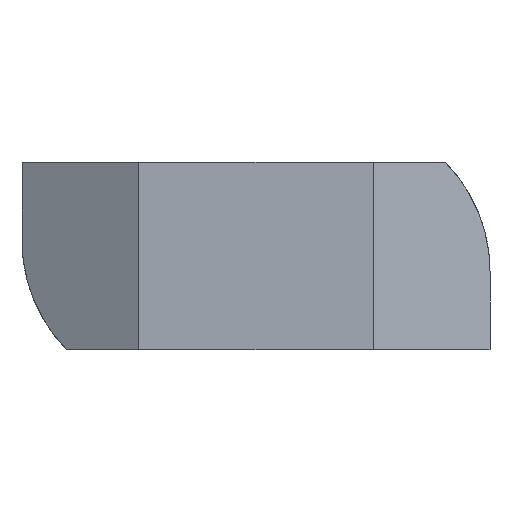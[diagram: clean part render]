
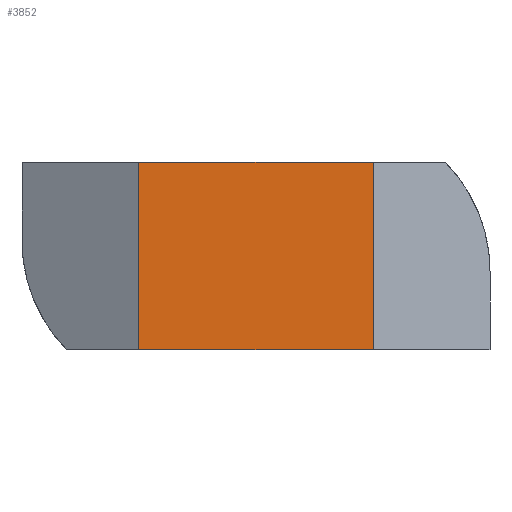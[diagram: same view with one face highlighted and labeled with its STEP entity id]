
A CAD part, front view. The second image highlights one B-rep face of the part: STEP entity #3852.
In plain terms, the highlighted planar face has unit normal (0, -1, 0).
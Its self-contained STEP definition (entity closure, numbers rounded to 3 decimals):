
#513 = CARTESIAN_POINT ( 'NONE',  ( 3.75, 0., 0. ) ) ;
#594 = DIRECTION ( 'NONE',  ( 1., 0., 0. ) ) ;
#1008 = VERTEX_POINT ( 'NONE', #5206 ) ;
#1321 = ORIENTED_EDGE ( 'NONE', *, *, #4441, .T. ) ;
#1399 = DIRECTION ( 'NONE',  ( 0., -1., 0. ) ) ;
#1486 = DIRECTION ( 'NONE',  ( 0., 0., 1. ) ) ;
#1838 = DIRECTION ( 'NONE',  ( 1., 0., 0. ) ) ;
#1901 = CARTESIAN_POINT ( 'NONE',  ( 3.75, 0., -6. ) ) ;
#2323 = LINE ( 'NONE', #6394, #5666 ) ;
#2465 = VERTEX_POINT ( 'NONE', #6613 ) ;
#2492 = EDGE_LOOP ( 'NONE', ( #9299, #5734, #4128, #1321 ) ) ;
#2979 = VERTEX_POINT ( 'NONE', #6334 ) ;
#3007 = LINE ( 'NONE', #513, #9795 ) ;
#3844 = VECTOR ( 'NONE', #1486, 1000. ) ;
#3852 = ADVANCED_FACE ( 'NONE', ( #4355 ), #8924, .T. ) ;
#4128 = ORIENTED_EDGE ( 'NONE', *, *, #5222, .T. ) ;
#4355 = FACE_OUTER_BOUND ( 'NONE', #2492, .T. ) ;
#4441 = EDGE_CURVE ( 'NONE', #2465, #8700, #2323, .T. ) ;
#5206 = CARTESIAN_POINT ( 'NONE',  ( -3.75, 0., 0. ) ) ;
#5222 = EDGE_CURVE ( 'NONE', #2979, #2465, #8718, .T. ) ;
#5317 = CARTESIAN_POINT ( 'NONE',  ( -3.75, 0., -6. ) ) ;
#5436 = AXIS2_PLACEMENT_3D ( 'NONE', #8958, #1399, #594 ) ;
#5666 = VECTOR ( 'NONE', #7846, 1000. ) ;
#5734 = ORIENTED_EDGE ( 'NONE', *, *, #7266, .F. ) ;
#5852 = DIRECTION ( 'NONE',  ( 1., 0., 0. ) ) ;
#6334 = CARTESIAN_POINT ( 'NONE',  ( -3.75, 0., -6. ) ) ;
#6394 = CARTESIAN_POINT ( 'NONE',  ( 3.75, 0., -6. ) ) ;
#6613 = CARTESIAN_POINT ( 'NONE',  ( 3.75, 0., -6. ) ) ;
#6911 = EDGE_CURVE ( 'NONE', #1008, #8700, #3007, .T. ) ;
#7176 = VECTOR ( 'NONE', #1838, 1000. ) ;
#7266 = EDGE_CURVE ( 'NONE', #2979, #1008, #8814, .T. ) ;
#7846 = DIRECTION ( 'NONE',  ( 0., 0., 1. ) ) ;
#8700 = VERTEX_POINT ( 'NONE', #9698 ) ;
#8718 = LINE ( 'NONE', #1901, #7176 ) ;
#8814 = LINE ( 'NONE', #5317, #3844 ) ;
#8924 = PLANE ( 'NONE',  #5436 ) ;
#8958 = CARTESIAN_POINT ( 'NONE',  ( 3.75, 0., -6. ) ) ;
#9299 = ORIENTED_EDGE ( 'NONE', *, *, #6911, .F. ) ;
#9698 = CARTESIAN_POINT ( 'NONE',  ( 3.75, 0., 0. ) ) ;
#9795 = VECTOR ( 'NONE', #5852, 1000. ) ;
